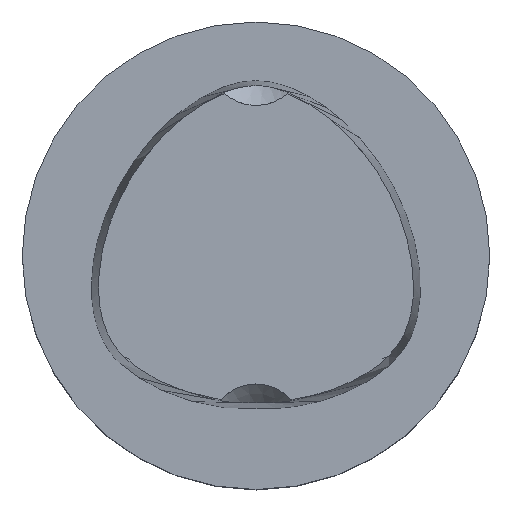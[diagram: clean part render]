
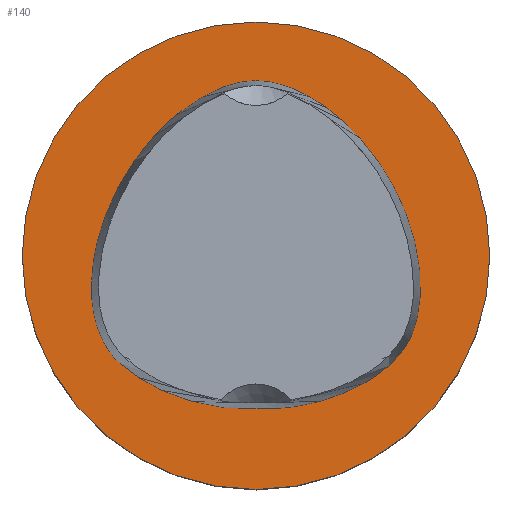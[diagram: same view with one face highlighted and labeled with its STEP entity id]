
A CAD part, top view. The second image highlights one B-rep face of the part: STEP entity #140.
In plain terms, the highlighted planar face has unit normal (0, 0, 1).
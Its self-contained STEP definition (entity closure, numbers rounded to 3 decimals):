
#82=EDGE_CURVE('240[2]',#210,#211,#212,.T.);
#132=EDGE_CURVE('240[2]',#288,#288,#289,.T.);
#140=ADVANCED_FACE('240[2]',(#297,#298),#299,.T.);
#142=EDGE_CURVE('240[2]',#211,#210,#301,.T.);
#210=VERTEX_POINT('',#502);
#211=VERTEX_POINT('',#503);
#212=B_SPLINE_CURVE_WITH_KNOTS('',3,(#504,#505,#506,#507,#508,#509,#510,#511,#512,#513,#514,#515,#516,#517,#518,#519,#520,#521,#522,#523,#524,#525,#526,#527,#528,#529,#530),.UNSPECIFIED.,.F.,.F.,(4,1,1,1,1,1,1,1,1,1,1,1,1,1,1,1,1,1,1,1,1,1,1,1,4),(0.0,0.023,0.046,0.069,0.09,0.112,0.133,0.153,0.173,0.194,0.215,0.236,0.257,0.28,0.303,0.326,0.349,0.372,0.394,0.417,0.438,0.459,0.48,0.5,0.5),.UNSPECIFIED.);
#288=VERTEX_POINT('',#698);
#289=CIRCLE('',#699,19.99);
#297=FACE_OUTER_BOUND('',#712,.T.);
#298=FACE_BOUND('',#713,.T.);
#299=PLANE('',#714);
#301=B_SPLINE_CURVE_WITH_KNOTS('',3,(#717,#718,#719,#720,#721,#722,#723,#724,#725,#726,#727,#728,#729,#730,#731,#732,#733,#734,#735,#736,#737,#738,#739,#740,#741,#742,#743,#744,#745),.UNSPECIFIED.,.F.,.F.,(4,1,1,1,1,1,1,1,1,1,1,1,1,1,1,1,1,1,1,1,1,1,1,3,4),(0.5,0.52,0.541,0.562,0.583,0.605,0.628,0.651,0.674,0.697,0.72,0.743,0.764,0.785,0.806,0.827,0.847,0.867,0.888,0.91,0.931,0.954,0.977,1.,1.0),.UNSPECIFIED.);
#502=CARTESIAN_POINT('',(0.,14.963,0.0));
#503=CARTESIAN_POINT('',(0.,-13.059,0.0));
#504=CARTESIAN_POINT('',(0.,14.963,0.0));
#505=CARTESIAN_POINT('',(0.679,14.966,0.0));
#506=CARTESIAN_POINT('',(2.037,14.75,0.0));
#507=CARTESIAN_POINT('',(3.92,14.001,0.0));
#508=CARTESIAN_POINT('',(5.632,12.989,0.0));
#509=CARTESIAN_POINT('',(7.163,11.802,0.0));
#510=CARTESIAN_POINT('',(8.525,10.495,0.0));
#511=CARTESIAN_POINT('',(9.73,9.097,0.0));
#512=CARTESIAN_POINT('',(10.79,7.62,0.0));
#513=CARTESIAN_POINT('',(11.715,6.069,0.0));
#514=CARTESIAN_POINT('',(12.508,4.439,0.0));
#515=CARTESIAN_POINT('',(13.166,2.726,0.0));
#516=CARTESIAN_POINT('',(13.671,0.924,0.0));
#517=CARTESIAN_POINT('',(14.001,-0.968,0.0));
#518=CARTESIAN_POINT('',(14.109,-2.938,0.0));
#519=CARTESIAN_POINT('',(13.931,-4.945,0.0));
#520=CARTESIAN_POINT('',(13.362,-6.916,0.0));
#521=CARTESIAN_POINT('',(12.235,-8.648,0.0));
#522=CARTESIAN_POINT('',(10.716,-10.01,0.0));
#523=CARTESIAN_POINT('',(9.02,-11.075,0.0));
#524=CARTESIAN_POINT('',(7.239,-11.881,0.0));
#525=CARTESIAN_POINT('',(5.434,-12.487,0.0));
#526=CARTESIAN_POINT('',(3.618,-12.876,0.0));
#527=CARTESIAN_POINT('',(1.804,-13.11,0.0));
#528=CARTESIAN_POINT('',(0.599,-13.059,0.0));
#529=CARTESIAN_POINT('',(0.,-13.059,0.0));
#530=CARTESIAN_POINT('',(0.,-13.059,0.0));
#698=CARTESIAN_POINT('',(0.,19.99,0.));
#699=AXIS2_PLACEMENT_3D('',#1876,#1877,#1878);
#712=EDGE_LOOP('',(#1881));
#713=EDGE_LOOP('',(#1882,#1883));
#714=AXIS2_PLACEMENT_3D('',#1884,#1885,#1886);
#717=CARTESIAN_POINT('',(0.,-13.059,0.0));
#718=CARTESIAN_POINT('',(-0.599,-13.06,0.0));
#719=CARTESIAN_POINT('',(-1.804,-13.11,0.0));
#720=CARTESIAN_POINT('',(-3.617,-12.877,0.0));
#721=CARTESIAN_POINT('',(-5.433,-12.482,0.0));
#722=CARTESIAN_POINT('',(-7.236,-11.876,0.0));
#723=CARTESIAN_POINT('',(-9.027,-11.084,0.0));
#724=CARTESIAN_POINT('',(-10.695,-9.982,0.0));
#725=CARTESIAN_POINT('',(-12.297,-8.699,0.0));
#726=CARTESIAN_POINT('',(-13.338,-6.901,0.0));
#727=CARTESIAN_POINT('',(-13.938,-4.949,0.0));
#728=CARTESIAN_POINT('',(-14.107,-2.937,0.0));
#729=CARTESIAN_POINT('',(-14.001,-0.969,0.0));
#730=CARTESIAN_POINT('',(-13.671,0.924,0.0));
#731=CARTESIAN_POINT('',(-13.166,2.726,0.0));
#732=CARTESIAN_POINT('',(-12.508,4.439,0.0));
#733=CARTESIAN_POINT('',(-11.715,6.069,0.0));
#734=CARTESIAN_POINT('',(-10.791,7.62,0.0));
#735=CARTESIAN_POINT('',(-9.73,9.097,0.0));
#736=CARTESIAN_POINT('',(-8.525,10.495,0.0));
#737=CARTESIAN_POINT('',(-7.163,11.802,0.0));
#738=CARTESIAN_POINT('',(-5.631,12.989,0.0));
#739=CARTESIAN_POINT('',(-3.92,14.001,0.0));
#740=CARTESIAN_POINT('',(-2.037,14.753,0.0));
#741=CARTESIAN_POINT('',(-0.679,14.96,0.0));
#742=CARTESIAN_POINT('',(0.,14.963,0.0));
#743=CARTESIAN_POINT('',(0.,14.963,0.0));
#744=CARTESIAN_POINT('',(0.,14.963,0.0));
#745=CARTESIAN_POINT('',(0.,14.963,0.0));
#1876=CARTESIAN_POINT('',(0.0,0.0,0.0));
#1877=DIRECTION('',(0.,0.,-1.0));
#1878=DIRECTION('',(0.,1.0,0.));
#1881=ORIENTED_EDGE('',*,*,#132,.F.);
#1882=ORIENTED_EDGE('',*,*,#82,.T.);
#1883=ORIENTED_EDGE('',*,*,#142,.T.);
#1884=CARTESIAN_POINT('',(0.,9.995,0.));
#1885=DIRECTION('',(0.,0.,1.0));
#1886=DIRECTION('',(1.0,0.,0.0));
